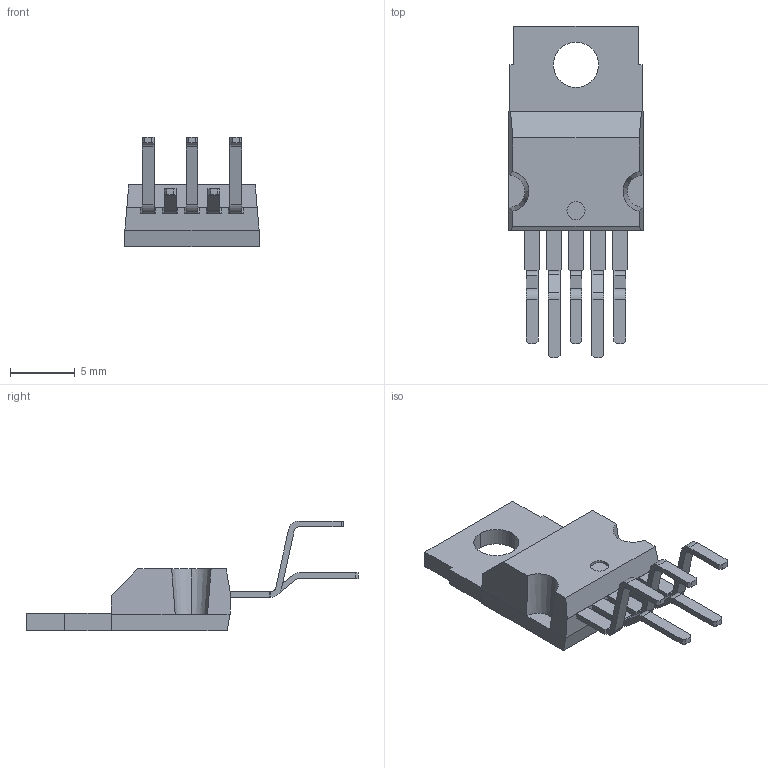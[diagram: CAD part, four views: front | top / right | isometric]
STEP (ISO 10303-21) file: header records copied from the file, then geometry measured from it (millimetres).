
FILE_DESCRIPTION (( 'STEP AP214' ), '1' );
FILE_NAME ('TDA2003V.STEP', '2023-02-14T04:14:09', ( '' ), ( '' ), 'SwSTEP 2.0', 'SolidWorks 2021', '' );
FILE_SCHEMA (( 'AUTOMOTIVE_DESIGN' ));
Length unit declared in the file: millimetre
Products named in the file (1): TDA2003V
Bounding box: 10.4 x 25.7 x 8.5 mm (x, y, z)
Volume: 508.3 mm3; surface area: 840.2 mm2
Topology: 7 solids, 7 shells, 141 faces, 354 edges, 228 vertices
Faces by surface type: plane 114, cylinder 24, cone 3
Entity records: 4246 total; most frequent: CARTESIAN_POINT 736, ORIENTED_EDGE 708, DIRECTION 688, EDGE_CURVE 354, LINE 296, VECTOR 296, VERTEX_POINT 228, AXIS2_PLACEMENT_3D 196
